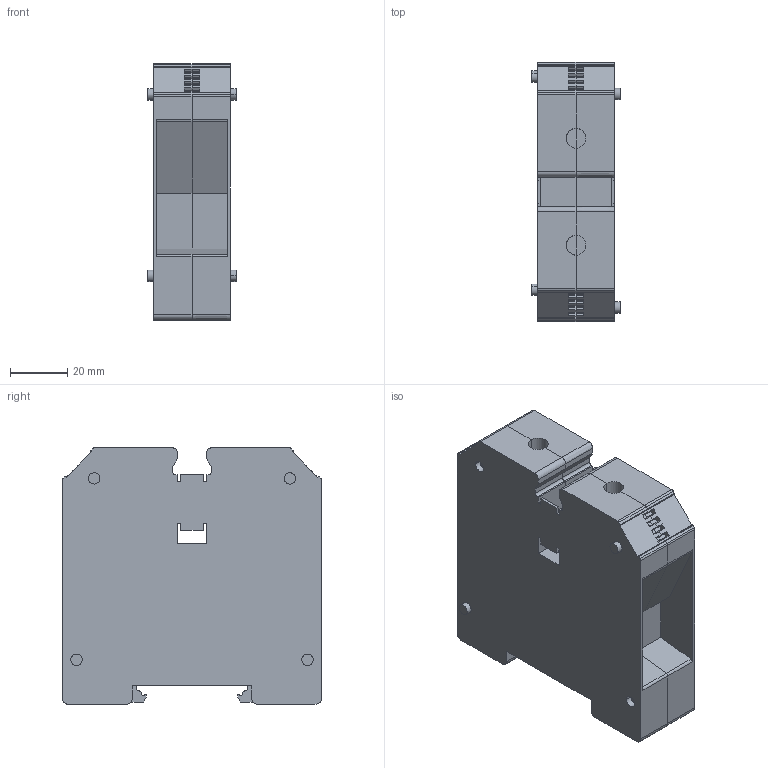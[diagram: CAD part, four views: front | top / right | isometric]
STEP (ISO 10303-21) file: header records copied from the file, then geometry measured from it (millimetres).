
FILE_DESCRIPTION(('CATIA V5 STEP Exchange','CAx-IF Rec.Pracs.--- Model Styling and Organization---1.4--- 2014-01-23'),'2;1');
FILE_NAME ('D1457430_1', '2023-07-18T07:57:49+00:00', ('none'), ('Weidmueller'), 'CATIA Version 5-6 Release 2016 SP3 HF44', 'CATIA V5 STEP AP214', 'none');
FILE_SCHEMA(('AUTOMOTIVE_DESIGN { 1 0 10303 214 1 1 1 1 }'));
Length unit declared in the file: millimetre
Products named in the file (1): 1846030000_WPE_95N-120N
Bounding box: 31 x 91 x 90 mm (x, y, z)
Volume: 175418.9 mm3; surface area: 44124.8 mm2
Topology: 6 solids, 6 shells, 426 faces, 1242 edges, 834 vertices
Faces by surface type: plane 342, cylinder 58, extrusion 26
Entity records: 14237 total; most frequent: CARTESIAN_POINT 3285, ORIENTED_EDGE 2484, DIRECTION 1871, EDGE_CURVE 1242, VECTOR 1096, LINE 1070, VERTEX_POINT 834, AXIS2_PLACEMENT_3D 436
